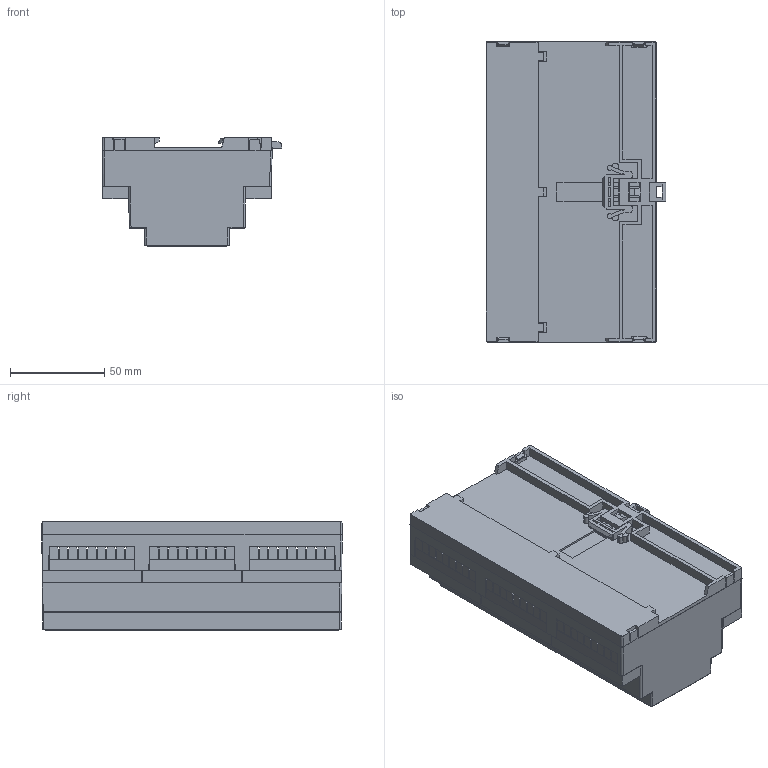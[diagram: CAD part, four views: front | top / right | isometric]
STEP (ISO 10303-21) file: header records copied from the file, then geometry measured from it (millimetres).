
FILE_DESCRIPTION (( 'STEP AP214' ), '1' );
FILE_NAME ('D9MG-ASSEMBLY.STEP', '2010-03-04T00:55:44', ( 'NEF User' ), ( 'NEF User' ), 'SwSTEP 2.0', 'SolidWorks 2010', '' );
FILE_SCHEMA (( 'AUTOMOTIVE_DESIGN' ));
Length unit declared in the file: millimetre
Products named in the file (3): D9MG-ASSEMBLY; 9MG-panel; 9MG-組合件-1
Assembly tree (6 placements, depth 2):
  D9MG-ASSEMBLY
    9MG-panel  x5
    9MG-組合件-1
Bounding box: 95.36 x 159.5 x 57.7 mm (x, y, z)
Volume: 105621.4 mm3; surface area: 139177.7 mm2
Topology: 10 solids, 10 shells, 2082 faces, 6332 edges, 4152 vertices
Faces by surface type: plane 1627, cylinder 424, cone 20, bspline 11
Entity records: 42590 total; most frequent: CARTESIAN_POINT 9283, ORIENTED_EDGE 7320, DIRECTION 6342, EDGE_CURVE 3660, VECTOR 3014, LINE 3014, VERTEX_POINT 2392, AXIS2_PLACEMENT_3D 1664
